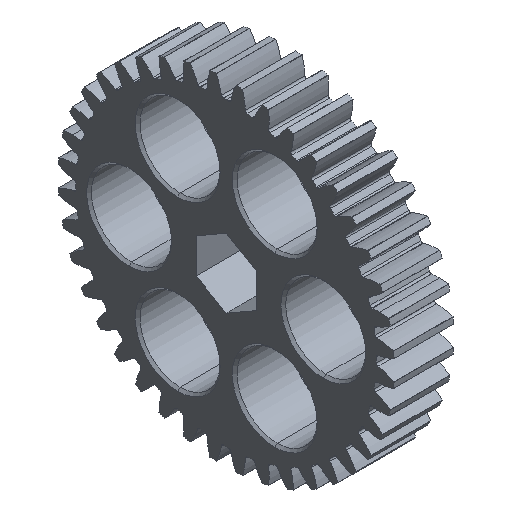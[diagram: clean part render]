
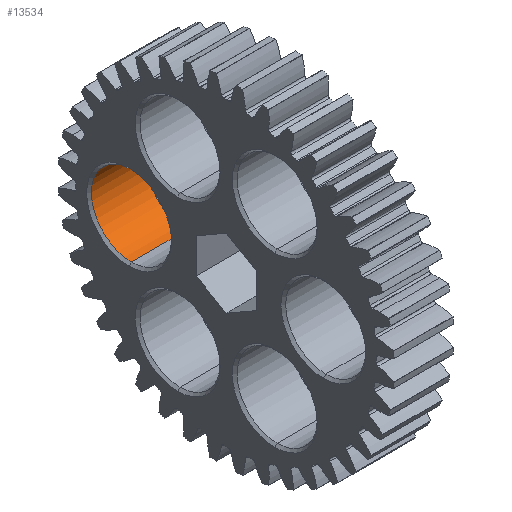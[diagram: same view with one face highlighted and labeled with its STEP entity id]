
A CAD part, isometric view. The second image highlights one B-rep face of the part: STEP entity #13534.
In plain terms, the highlighted cylindrical face has radius 6.35 mm (diameter 12.7 mm), a partial arc.
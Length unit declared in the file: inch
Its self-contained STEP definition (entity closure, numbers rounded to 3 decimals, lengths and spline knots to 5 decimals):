
#568 = CARTESIAN_POINT ( 'NONE',  ( 0.015, 0.6065, 0.25 ) ) ;
#606 = EDGE_CURVE ( 'NONE', #8532, #11370, #10697, .T. ) ;
#1108 = CARTESIAN_POINT ( 'NONE',  ( 0.015, 0.6065, -0.25 ) ) ;
#1135 = VECTOR ( 'NONE', #10335, 39.37008 ) ;
#1434 = EDGE_LOOP ( 'NONE', ( #10902, #12420, #4395, #11445 ) ) ;
#1441 = AXIS2_PLACEMENT_3D ( 'NONE', #2833, #10301, #3890 ) ;
#1562 = EDGE_CURVE ( 'NONE', #11370, #13582, #2160, .T. ) ;
#1783 = CARTESIAN_POINT ( 'NONE',  ( 0., 0.6065, 0.25 ) ) ;
#1809 = LINE ( 'NONE', #1783, #1135 ) ;
#2125 = EDGE_CURVE ( 'NONE', #9950, #13582, #1809, .T. ) ;
#2160 = CIRCLE ( 'NONE', #1441, 0.25 ) ;
#2235 = FACE_OUTER_BOUND ( 'NONE', #1434, .T. ) ;
#2691 = CARTESIAN_POINT ( 'NONE',  ( 0., 0.6065, -0.25 ) ) ;
#2833 = CARTESIAN_POINT ( 'NONE',  ( 0.357, 0.6065, 0. ) ) ;
#3890 = DIRECTION ( 'NONE',  ( 0., 0., 1. ) ) ;
#4395 = ORIENTED_EDGE ( 'NONE', *, *, #606, .T. ) ;
#4891 = CARTESIAN_POINT ( 'NONE',  ( 0.015, 0.6065, 0. ) ) ;
#5979 = DIRECTION ( 'NONE',  ( 0., 0., -1. ) ) ;
#6348 = AXIS2_PLACEMENT_3D ( 'NONE', #4891, #12347, #5979 ) ;
#7094 = AXIS2_PLACEMENT_3D ( 'NONE', #9585, #7450, #10667 ) ;
#7450 = DIRECTION ( 'NONE',  ( 1., 0., 0. ) ) ;
#7490 = CARTESIAN_POINT ( 'NONE',  ( 0.357, 0.6065, -0.25 ) ) ;
#7860 = VECTOR ( 'NONE', #10165, 39.37008 ) ;
#8532 = VERTEX_POINT ( 'NONE', #1108 ) ;
#9374 = CIRCLE ( 'NONE', #6348, 0.25 ) ;
#9585 = CARTESIAN_POINT ( 'NONE',  ( 0., 0.6065, 0. ) ) ;
#9686 = CARTESIAN_POINT ( 'NONE',  ( 0.357, 0.6065, 0.25 ) ) ;
#9950 = VERTEX_POINT ( 'NONE', #568 ) ;
#9972 = EDGE_CURVE ( 'NONE', #9950, #8532, #9374, .T. ) ;
#10165 = DIRECTION ( 'NONE',  ( 1., 0., 0. ) ) ;
#10301 = DIRECTION ( 'NONE',  ( 1., 0., 0. ) ) ;
#10335 = DIRECTION ( 'NONE',  ( 1., 0., 0. ) ) ;
#10667 = DIRECTION ( 'NONE',  ( 0., 0., -1. ) ) ;
#10697 = LINE ( 'NONE', #2691, #7860 ) ;
#10902 = ORIENTED_EDGE ( 'NONE', *, *, #2125, .F. ) ;
#11370 = VERTEX_POINT ( 'NONE', #7490 ) ;
#11445 = ORIENTED_EDGE ( 'NONE', *, *, #1562, .T. ) ;
#12347 = DIRECTION ( 'NONE',  ( -1., 0., 0. ) ) ;
#12420 = ORIENTED_EDGE ( 'NONE', *, *, #9972, .T. ) ;
#12579 = CYLINDRICAL_SURFACE ( 'NONE', #7094, 0.25 ) ;
#13534 = ADVANCED_FACE ( 'NONE', ( #2235 ), #12579, .F. ) ;
#13582 = VERTEX_POINT ( 'NONE', #9686 ) ;
